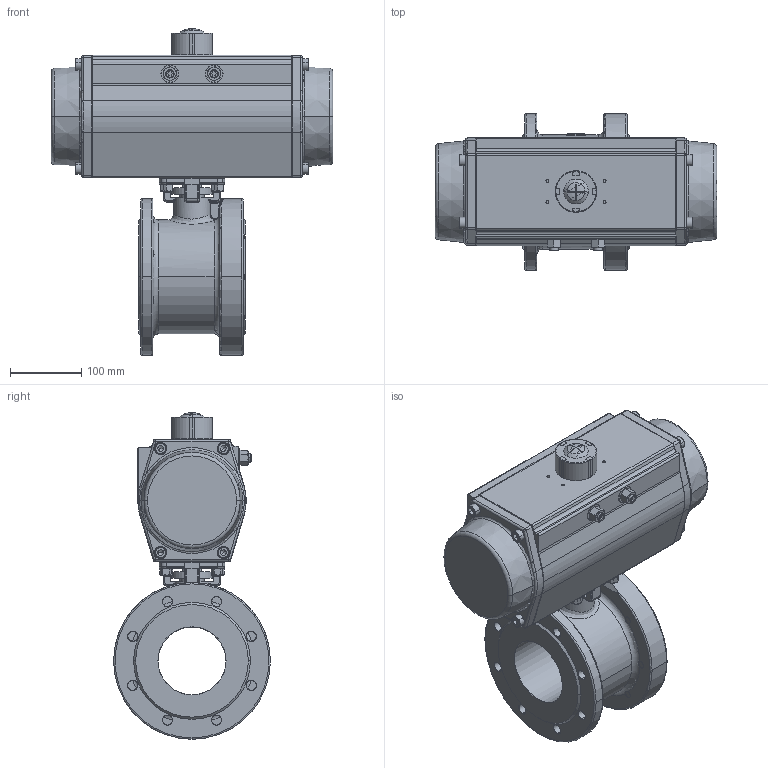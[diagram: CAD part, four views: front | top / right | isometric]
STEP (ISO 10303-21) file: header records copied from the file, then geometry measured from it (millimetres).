
FILE_DESCRIPTION(('HOOPS Exchange Step'),'2;1');
FILE_NAME('PK0701_DN100.stp','2025-05-09T10:26:42+02:00',('nieru'),('Unknown organisation'),'HOOPS Exchange 2024.2','HOOPS Exchange','Unknown authorisation');
FILE_SCHEMA( ('AP203_CONFIGURATION_CONTROLLED_3D_DESIGN_OF_MECHANICAL_PARTS_AND_ASSEMBLIES_MIM_LF') );
Length unit declared in the file: millimetre
Products named in the file (5): 0; root
Assembly tree (4 placements, depth 3):
  root
    0
      0
      0
      0
Bounding box: 395 x 220 x 458.19 mm (x, y, z)
Volume: 7304829.8 mm3; surface area: 823685.4 mm2
Topology: 35 solids, 35 shells, 1892 faces, 4662 edges, 2821 vertices
Faces by surface type: cylinder 619, plane 579, cone 236, torus 205, bspline 193, sphere 52, extrusion 8
Full cylindrical faces by diameter (mm): 10.2 x1, 95 x1
Entity records: 90771 total; most frequent: CARTESIAN_POINT 47673, ORIENTED_EDGE 9150, DIRECTION 8706, EDGE_CURVE 4575, AXIS2_PLACEMENT_3D 3424, VERTEX_POINT 2823, EDGE_LOOP 2052, FACE_BOUND 2052
